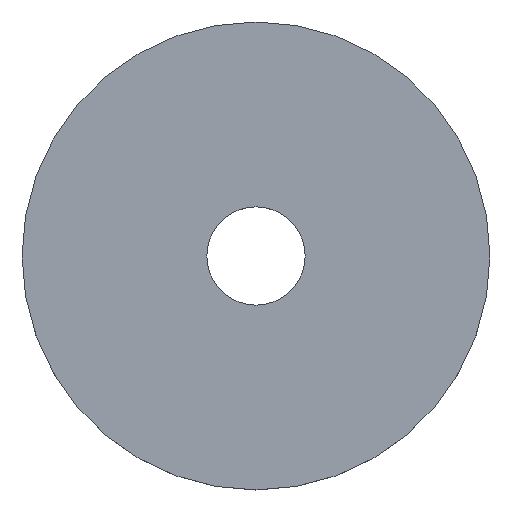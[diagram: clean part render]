
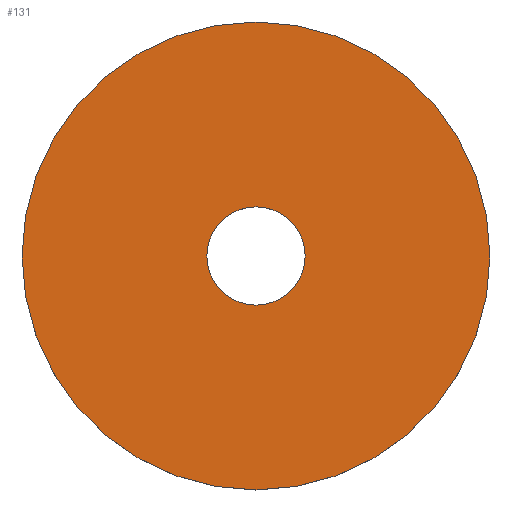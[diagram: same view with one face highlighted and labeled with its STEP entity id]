
A CAD part, top view. The second image highlights one B-rep face of the part: STEP entity #131.
In plain terms, the highlighted planar face has unit normal (0, 0, 1).
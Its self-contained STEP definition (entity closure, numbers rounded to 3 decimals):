
#4 = CARTESIAN_POINT ( 'NONE',  ( -25., 0., 4. ) ) ;
#10 = AXIS2_PLACEMENT_3D ( 'NONE', #148, #74, #162 ) ;
#21 = VERTEX_POINT ( 'NONE', #48 ) ;
#24 = VERTEX_POINT ( 'NONE', #182 ) ;
#35 = EDGE_CURVE ( 'NONE', #21, #24, #91, .T. ) ;
#48 = CARTESIAN_POINT ( 'NONE',  ( -5.25, 0., 4. ) ) ;
#52 = CIRCLE ( 'NONE', #109, 25. ) ;
#54 = FACE_BOUND ( 'NONE', #103, .T. ) ;
#61 = ORIENTED_EDGE ( 'NONE', *, *, #179, .T. ) ;
#62 = DIRECTION ( 'NONE',  ( 1., 0., 0. ) ) ;
#67 = VERTEX_POINT ( 'NONE', #4 ) ;
#70 = CARTESIAN_POINT ( 'NONE',  ( 25., 0., 4. ) ) ;
#74 = DIRECTION ( 'NONE',  ( 0., 0., 1. ) ) ;
#82 = AXIS2_PLACEMENT_3D ( 'NONE', #127, #214, #132 ) ;
#83 = ORIENTED_EDGE ( 'NONE', *, *, #123, .F. ) ;
#88 = CARTESIAN_POINT ( 'NONE',  ( 0., 0., 4. ) ) ;
#91 = CIRCLE ( 'NONE', #181, 5.25 ) ;
#100 = EDGE_CURVE ( 'NONE', #67, #172, #52, .T. ) ;
#101 = DIRECTION ( 'NONE',  ( 0., 0., 1. ) ) ;
#103 = EDGE_LOOP ( 'NONE', ( #119, #83 ) ) ;
#107 = CARTESIAN_POINT ( 'NONE',  ( 0., 0., 4. ) ) ;
#109 = AXIS2_PLACEMENT_3D ( 'NONE', #238, #101, #62 ) ;
#110 = DIRECTION ( 'NONE',  ( 0., 0., 1. ) ) ;
#119 = ORIENTED_EDGE ( 'NONE', *, *, #35, .F. ) ;
#123 = EDGE_CURVE ( 'NONE', #24, #21, #128, .T. ) ;
#127 = CARTESIAN_POINT ( 'NONE',  ( 0., 0., 4. ) ) ;
#128 = CIRCLE ( 'NONE', #10, 5.25 ) ;
#131 = ADVANCED_FACE ( 'NONE', ( #134, #54 ), #241, .T. ) ;
#132 = DIRECTION ( 'NONE',  ( 1., 0., 0. ) ) ;
#134 = FACE_OUTER_BOUND ( 'NONE', #175, .T. ) ;
#138 = DIRECTION ( 'NONE',  ( 0., 0., 1. ) ) ;
#148 = CARTESIAN_POINT ( 'NONE',  ( 0., 0., 4. ) ) ;
#155 = DIRECTION ( 'NONE',  ( 1., 0., 0. ) ) ;
#162 = DIRECTION ( 'NONE',  ( 1., 0., 0. ) ) ;
#172 = VERTEX_POINT ( 'NONE', #70 ) ;
#175 = EDGE_LOOP ( 'NONE', ( #177, #61 ) ) ;
#177 = ORIENTED_EDGE ( 'NONE', *, *, #100, .T. ) ;
#179 = EDGE_CURVE ( 'NONE', #172, #67, #228, .T. ) ;
#181 = AXIS2_PLACEMENT_3D ( 'NONE', #107, #138, #155 ) ;
#182 = CARTESIAN_POINT ( 'NONE',  ( 5.25, 0., 4. ) ) ;
#214 = DIRECTION ( 'NONE',  ( 0., 0., 1. ) ) ;
#228 = CIRCLE ( 'NONE', #249, 25. ) ;
#238 = CARTESIAN_POINT ( 'NONE',  ( 0., 0., 4. ) ) ;
#241 = PLANE ( 'NONE',  #82 ) ;
#246 = DIRECTION ( 'NONE',  ( 1., 0., 0. ) ) ;
#249 = AXIS2_PLACEMENT_3D ( 'NONE', #88, #110, #246 ) ;
